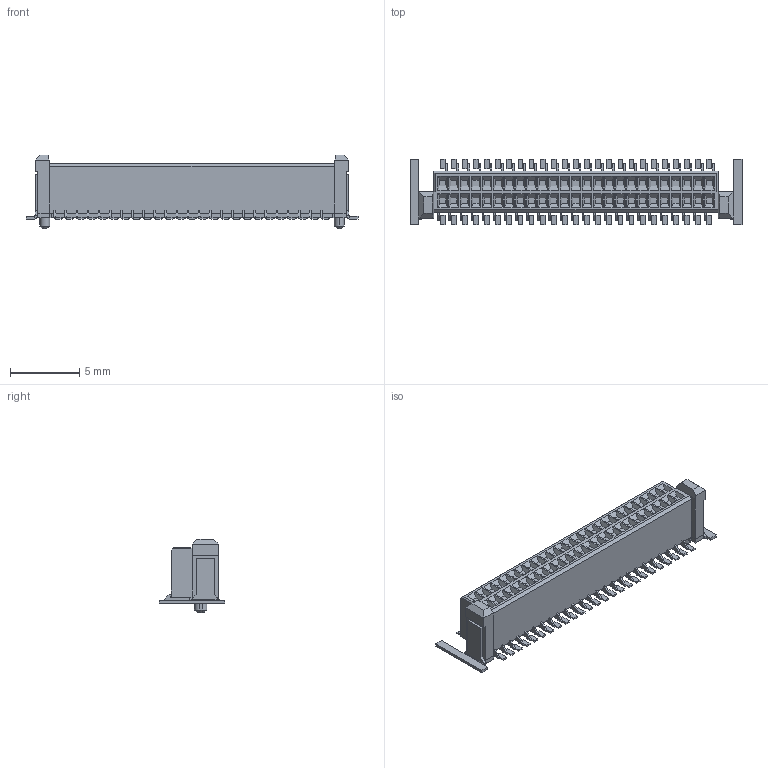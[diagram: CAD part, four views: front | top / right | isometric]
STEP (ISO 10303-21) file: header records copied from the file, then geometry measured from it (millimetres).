
FILE_DESCRIPTION((''),'2;1');
FILE_NAME('ERNI_294006.stp','2012-11-28T09:14:55',(''),(''),'Mechanical Desktop 2011','Mechanical Desktop 2011',', , ');
FILE_SCHEMA(('AUTOMOTIVE_DESIGN { 1 2 10303 214 1 1 1 1 }'));
Length unit declared in the file: millimetre
Products named in the file (1): Product
Bounding box: 23.9 x 4.7 x 5.3 mm (x, y, z)
Volume: 240.1 mm3; surface area: 569.8 mm2
Topology: 56 solids, 56 shells, 1738 faces, 4291 edges, 2718 vertices
Faces by surface type: plane 1493, cylinder 206, bspline 35, cone 4
Entity records: 50652 total; most frequent: CARTESIAN_POINT 9447, ORIENTED_EDGE 8582, DIRECTION 8085, EDGE_CURVE 4291, VECTOR 3837, LINE 3837, VERTEX_POINT 2718, AXIS2_PLACEMENT_3D 2124
